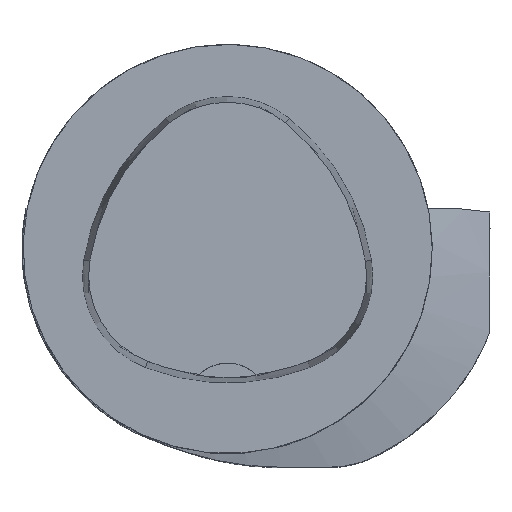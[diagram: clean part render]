
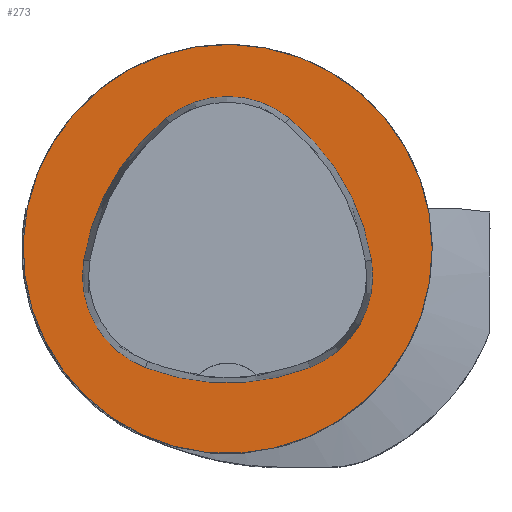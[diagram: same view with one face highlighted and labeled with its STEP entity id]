
A CAD part, top view. The second image highlights one B-rep face of the part: STEP entity #273.
In plain terms, the highlighted planar face has unit normal (0, 0, 1).
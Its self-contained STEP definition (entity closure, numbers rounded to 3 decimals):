
#273=ADVANCED_FACE('',(#656,#657),#345,.T.);
#345=PLANE('',#1812);
#656=FACE_BOUND('',#701,.T.);
#657=FACE_BOUND('',#702,.T.);
#701=EDGE_LOOP('',(#951,#952,#953,#954,#955,#956));
#702=EDGE_LOOP('',(#957));
#951=ORIENTED_EDGE('',*,*,#1504,.F.);
#952=ORIENTED_EDGE('',*,*,#1499,.F.);
#953=ORIENTED_EDGE('',*,*,#1494,.F.);
#954=ORIENTED_EDGE('',*,*,#1491,.F.);
#955=ORIENTED_EDGE('',*,*,#1488,.F.);
#956=ORIENTED_EDGE('',*,*,#1484,.F.);
#957=ORIENTED_EDGE('',*,*,#1474,.T.);
#1301=VERTEX_POINT('',#2703);
#1310=VERTEX_POINT('',#2723);
#1311=VERTEX_POINT('',#2724);
#1314=VERTEX_POINT('',#2732);
#1316=VERTEX_POINT('',#2738);
#1318=VERTEX_POINT('',#2744);
#1322=VERTEX_POINT('',#2757);
#1474=EDGE_CURVE('',#1301,#1301,#1620,.T.);
#1484=EDGE_CURVE('',#1310,#1311,#1621,.T.);
#1488=EDGE_CURVE('',#1311,#1314,#1623,.T.);
#1491=EDGE_CURVE('',#1314,#1316,#1625,.T.);
#1494=EDGE_CURVE('',#1316,#1318,#1627,.T.);
#1499=EDGE_CURVE('',#1318,#1322,#1630,.T.);
#1504=EDGE_CURVE('',#1322,#1310,#1633,.T.);
#1620=CIRCLE('',#1783,25.);
#1621=CIRCLE('',#1790,28.);
#1623=CIRCLE('',#1793,12.);
#1625=CIRCLE('',#1796,28.);
#1627=CIRCLE('',#1799,12.);
#1630=CIRCLE('',#1803,28.);
#1633=CIRCLE('',#1807,12.);
#1783=AXIS2_PLACEMENT_3D('',#2702,#2066,#2067);
#1790=AXIS2_PLACEMENT_3D('',#2722,#2084,#2085);
#1793=AXIS2_PLACEMENT_3D('',#2731,#2092,#2093);
#1796=AXIS2_PLACEMENT_3D('',#2737,#2099,#2100);
#1799=AXIS2_PLACEMENT_3D('',#2743,#2106,#2107);
#1803=AXIS2_PLACEMENT_3D('',#2756,#2115,#2116);
#1807=AXIS2_PLACEMENT_3D('',#2769,#2124,#2125);
#1812=AXIS2_PLACEMENT_3D('',#2774,#2134,#2135);
#2066=DIRECTION('',(0.,0.,1.));
#2067=DIRECTION('',(1.,0.,0.));
#2084=DIRECTION('',(0.,0.,1.));
#2085=DIRECTION('',(1.,0.,0.));
#2092=DIRECTION('',(0.,0.,1.));
#2093=DIRECTION('',(1.,0.,0.));
#2099=DIRECTION('',(0.,0.,1.));
#2100=DIRECTION('',(1.,0.,0.));
#2106=DIRECTION('',(0.,0.,1.));
#2107=DIRECTION('',(1.,0.,0.));
#2115=DIRECTION('',(0.,0.,1.));
#2116=DIRECTION('',(1.,0.,0.));
#2124=DIRECTION('',(0.,0.,1.));
#2125=DIRECTION('',(1.,0.,0.));
#2134=DIRECTION('',(0.,0.,1.));
#2135=DIRECTION('',(-1.,0.,0.));
#2702=CARTESIAN_POINT('',(0.,0.,0.));
#2703=CARTESIAN_POINT('',(25.,0.,0.));
#2722=CARTESIAN_POINT('',(-10.068,-5.824,0.));
#2723=CARTESIAN_POINT('',(17.584,-1.424,0.));
#2724=CARTESIAN_POINT('',(7.531,15.953,0.));
#2731=CARTESIAN_POINT('',(-0.011,6.62,0.));
#2732=CARTESIAN_POINT('',(-7.567,15.942,0.));
#2737=CARTESIAN_POINT('',(10.063,-5.81,0.));
#2738=CARTESIAN_POINT('',(-17.59,-1.418,0.));
#2743=CARTESIAN_POINT('',(-5.739,-3.3,0.));
#2744=CARTESIAN_POINT('',(-10.05,-14.499,0.));
#2756=CARTESIAN_POINT('',(0.01,11.631,0.));
#2757=CARTESIAN_POINT('',(10.025,-14.516,0.));
#2769=CARTESIAN_POINT('',(5.733,-3.31,0.));
#2774=CARTESIAN_POINT('',(0.,0.,0.));
